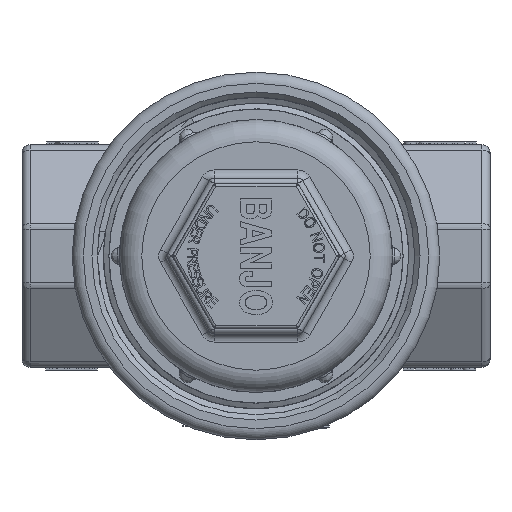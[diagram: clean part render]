
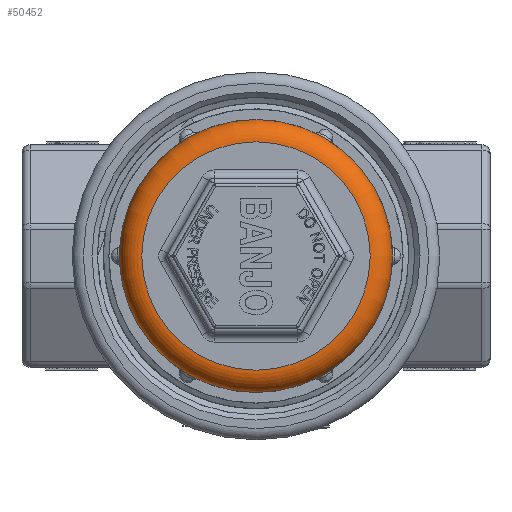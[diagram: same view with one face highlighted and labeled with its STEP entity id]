
A CAD part, front view. The second image highlights one B-rep face of the part: STEP entity #50452.
In plain terms, the highlighted toroidal (fillet/blend) face has major radius 32.544 mm and minor radius 6.35 mm.
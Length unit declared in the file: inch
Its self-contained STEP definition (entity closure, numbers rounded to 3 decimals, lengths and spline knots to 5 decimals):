
#163=TOROIDAL_SURFACE('',#53349,1.28125,0.25);
#3670=CIRCLE('',#53213,1.28125);
#3671=CIRCLE('',#53214,1.28125);
#3733=CIRCLE('',#53321,1.53125);
#3734=CIRCLE('',#53322,1.53125);
#3735=CIRCLE('',#53323,1.53125);
#3749=CIRCLE('',#53350,0.25);
#5767=FACE_OUTER_BOUND('',#8681,.T.);
#8681=EDGE_LOOP('',(#38520,#38521,#38522,#38523,#38524,#38525,#38526));
#21591=VERTEX_POINT('',#78530);
#21592=VERTEX_POINT('',#78531);
#21655=VERTEX_POINT('',#80564);
#21656=VERTEX_POINT('',#80566);
#21657=VERTEX_POINT('',#80568);
#27543=EDGE_CURVE('',#21591,#21592,#3670,.T.);
#27544=EDGE_CURVE('',#21592,#21591,#3671,.T.);
#27665=EDGE_CURVE('',#21655,#21656,#3733,.T.);
#27666=EDGE_CURVE('',#21656,#21657,#3734,.T.);
#27667=EDGE_CURVE('',#21657,#21655,#3735,.T.);
#27718=EDGE_CURVE('',#21656,#21592,#3749,.T.);
#38520=ORIENTED_EDGE('',*,*,#27667,.F.);
#38521=ORIENTED_EDGE('',*,*,#27666,.F.);
#38522=ORIENTED_EDGE('',*,*,#27718,.T.);
#38523=ORIENTED_EDGE('',*,*,#27544,.T.);
#38524=ORIENTED_EDGE('',*,*,#27543,.T.);
#38525=ORIENTED_EDGE('',*,*,#27718,.F.);
#38526=ORIENTED_EDGE('',*,*,#27665,.F.);
#50452=ADVANCED_FACE('',(#5767),#163,.T.);
#53213=AXIS2_PLACEMENT_3D('',#78532,#59166,#59167);
#53214=AXIS2_PLACEMENT_3D('',#78533,#59168,#59169);
#53321=AXIS2_PLACEMENT_3D('',#80567,#59424,#59425);
#53322=AXIS2_PLACEMENT_3D('',#80569,#59426,#59427);
#53323=AXIS2_PLACEMENT_3D('',#80570,#59428,#59429);
#53349=AXIS2_PLACEMENT_3D('',#83471,#59485,#59486);
#53350=AXIS2_PLACEMENT_3D('',#83472,#59487,#59488);
#59166=DIRECTION('center_axis',(0.,1.,0.));
#59167=DIRECTION('ref_axis',(-1.,0.,0.));
#59168=DIRECTION('center_axis',(0.,1.,0.));
#59169=DIRECTION('ref_axis',(-1.,0.,0.));
#59424=DIRECTION('center_axis',(0.,1.,0.));
#59425=DIRECTION('ref_axis',(-1.,0.,0.));
#59426=DIRECTION('center_axis',(0.,1.,0.));
#59427=DIRECTION('ref_axis',(-1.,0.,0.));
#59428=DIRECTION('center_axis',(0.,1.,0.));
#59429=DIRECTION('ref_axis',(-1.,0.,0.));
#59485=DIRECTION('center_axis',(0.,1.,0.));
#59486=DIRECTION('ref_axis',(0.,0.,1.));
#59487=DIRECTION('center_axis',(-1.,0.,0.));
#59488=DIRECTION('ref_axis',(0.,0.,-1.));
#78530=CARTESIAN_POINT('',(-1.28125,-6.785,0.));
#78531=CARTESIAN_POINT('',(0.,-6.785,-1.28125));
#78532=CARTESIAN_POINT('Origin',(0.,-6.785,0.));
#78533=CARTESIAN_POINT('Origin',(0.,-6.785,0.));
#80564=CARTESIAN_POINT('',(1.53125,-6.535,0.));
#80566=CARTESIAN_POINT('',(0.,-6.535,-1.53125));
#80567=CARTESIAN_POINT('Origin',(0.,-6.535,0.));
#80568=CARTESIAN_POINT('',(-1.53125,-6.535,0.));
#80569=CARTESIAN_POINT('Origin',(0.,-6.535,0.));
#80570=CARTESIAN_POINT('Origin',(0.,-6.535,0.));
#83471=CARTESIAN_POINT('Origin',(0.,-6.535,0.));
#83472=CARTESIAN_POINT('Origin',(0.,-6.535,-1.28125));
